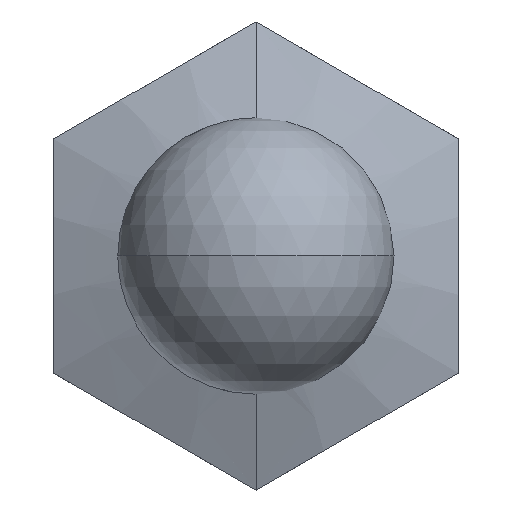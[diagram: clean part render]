
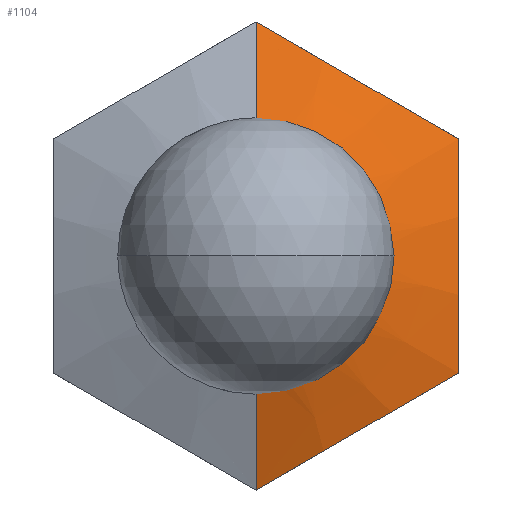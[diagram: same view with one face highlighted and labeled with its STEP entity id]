
A CAD part, front view. The second image highlights one B-rep face of the part: STEP entity #1104.
In plain terms, the highlighted conical face has half-angle 70 degrees and reference radius 12.7 mm.
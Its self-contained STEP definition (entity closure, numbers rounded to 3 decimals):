
#3 = CARTESIAN_POINT ( 'NONE',  ( 10.997, -8.061, 6.353 ) ) ;
#11 = CARTESIAN_POINT ( 'NONE',  ( 10.997, -8.061, -6.353 ) ) ;
#57 = EDGE_CURVE ( 'NONE', #1035, #1238, #1173, .T. ) ;
#69 = CARTESIAN_POINT ( 'NONE',  ( 11., -8.253, -5.295 ) ) ;
#74 = CARTESIAN_POINT ( 'NONE',  ( 11., -8.409, 4.238 ) ) ;
#77 = CARTESIAN_POINT ( 'NONE',  ( 0.919, -8.254, 12.171 ) ) ;
#109 = CONICAL_SURFACE ( 'NONE', #169, 12.7, 1.222 ) ;
#116 = VERTEX_POINT ( 'NONE', #1150 ) ;
#141 = FACE_OUTER_BOUND ( 'NONE', #982, .T. ) ;
#155 = CARTESIAN_POINT ( 'NONE',  ( 0., -8.061, 0. ) ) ;
#165 = CARTESIAN_POINT ( 'NONE',  ( 9.165, -8.41, 7.41 ) ) ;
#168 = CARTESIAN_POINT ( 'NONE',  ( 11., -8.061, 6.347 ) ) ;
#169 = AXIS2_PLACEMENT_3D ( 'NONE', #155, #761, #1263 ) ;
#191 = DIRECTION ( 'NONE',  ( 0., 1., 0. ) ) ;
#202 = DIRECTION ( 'NONE',  ( 0., 1., 0. ) ) ;
#218 = ORIENTED_EDGE ( 'NONE', *, *, #723, .F. ) ;
#221 = CARTESIAN_POINT ( 'NONE',  ( 0., -8.061, 0. ) ) ;
#246 = EDGE_CURVE ( 'NONE', #637, #567, #855, .T. ) ;
#253 = ORIENTED_EDGE ( 'NONE', *, *, #1160, .F. ) ;
#261 = CARTESIAN_POINT ( 'NONE',  ( 1.835, -8.41, -11.642 ) ) ;
#265 = CARTESIAN_POINT ( 'NONE',  ( 11., -8.061, 6.347 ) ) ;
#270 = CARTESIAN_POINT ( 'NONE',  ( 0.003, -8.061, -12.7 ) ) ;
#281 = EDGE_CURVE ( 'NONE', #780, #628, #550, .T. ) ;
#304 = VECTOR ( 'NONE', #788, 1000. ) ;
#318 = DIRECTION ( 'NONE',  ( 0., 0., 1. ) ) ;
#327 = ORIENTED_EDGE ( 'NONE', *, *, #281, .F. ) ;
#332 = B_SPLINE_CURVE_WITH_KNOTS ( 'NONE', 3,
 ( #465, #358, #165, #1179, #568, #1287, #674, #77, #777 ),
 .UNSPECIFIED., .F., .F.,
 ( 4, 2, 1, 2, 4 ),
 ( 0., 0.003, 0.006, 0.01, 0.013 ),
 .UNSPECIFIED. ) ;
#335 = CARTESIAN_POINT ( 'NONE',  ( 0.003, -8.061, -12.7 ) ) ;
#354 = ORIENTED_EDGE ( 'NONE', *, *, #246, .T. ) ;
#356 = ORIENTED_EDGE ( 'NONE', *, *, #758, .T. ) ;
#358 = CARTESIAN_POINT ( 'NONE',  ( 10.081, -8.254, 6.882 ) ) ;
#421 = AXIS2_PLACEMENT_3D ( 'NONE', #221, #934, #318 ) ;
#429 = CARTESIAN_POINT ( 'NONE',  ( 0., -10.5, 6. ) ) ;
#432 = AXIS2_PLACEMENT_3D ( 'NONE', #1072, #461, #1174 ) ;
#461 = DIRECTION ( 'NONE',  ( 0., 1., 0. ) ) ;
#463 = CARTESIAN_POINT ( 'NONE',  ( 11., -8.41, -4.231 ) ) ;
#465 = CARTESIAN_POINT ( 'NONE',  ( 10.997, -8.061, 6.353 ) ) ;
#477 = B_SPLINE_CURVE_WITH_KNOTS ( 'NONE', 3,
 ( #979, #69, #463, #1178, #566, #1285, #672, #74, #775, #168 ),
 .UNSPECIFIED., .F., .F.,
 ( 4, 2, 2, 2, 4 ),
 ( 0.011, 0.014, 0.017, 0.02, 0.023 ),
 .UNSPECIFIED. ) ;
#486 = ORIENTED_EDGE ( 'NONE', *, *, #1234, .F. ) ;
#520 = ORIENTED_EDGE ( 'NONE', *, *, #619, .T. ) ;
#550 = CIRCLE ( 'NONE', #572, 12.7 ) ;
#566 = CARTESIAN_POINT ( 'NONE',  ( 11., -8.68, -1.049 ) ) ;
#567 = VERTEX_POINT ( 'NONE', #860 ) ;
#568 = CARTESIAN_POINT ( 'NONE',  ( 5.5, -8.737, 9.526 ) ) ;
#570 = ORIENTED_EDGE ( 'NONE', *, *, #57, .T. ) ;
#571 = CIRCLE ( 'NONE', #799, 12.7 ) ;
#572 = AXIS2_PLACEMENT_3D ( 'NONE', #943, #834, #1046 ) ;
#619 = EDGE_CURVE ( 'NONE', #780, #1235, #332, .T. ) ;
#628 = VERTEX_POINT ( 'NONE', #265 ) ;
#630 = ORIENTED_EDGE ( 'NONE', *, *, #968, .F. ) ;
#637 = VERTEX_POINT ( 'NONE', #270 ) ;
#643 = LINE ( 'NONE', #1295, #304 ) ;
#672 = CARTESIAN_POINT ( 'NONE',  ( 11., -8.623, 2.126 ) ) ;
#674 = CARTESIAN_POINT ( 'NONE',  ( 1.835, -8.41, 11.642 ) ) ;
#684 = CARTESIAN_POINT ( 'NONE',  ( 0.003, -8.061, 12.7 ) ) ;
#700 = DIRECTION ( 'NONE',  ( 0., 0.342, -0.94 ) ) ;
#705 = CARTESIAN_POINT ( 'NONE',  ( 0., -8.061, -12.7 ) ) ;
#723 = EDGE_CURVE ( 'NONE', #116, #567, #571, .T. ) ;
#733 = AXIS2_PLACEMENT_3D ( 'NONE', #1227, #202, #1161 ) ;
#758 = EDGE_CURVE ( 'NONE', #1238, #1071, #1082, .T. ) ;
#761 = DIRECTION ( 'NONE',  ( 0., 1., 0. ) ) ;
#775 = CARTESIAN_POINT ( 'NONE',  ( 11., -8.253, 5.294 ) ) ;
#777 = CARTESIAN_POINT ( 'NONE',  ( 0.003, -8.061, 12.7 ) ) ;
#780 = VERTEX_POINT ( 'NONE', #3 ) ;
#788 = DIRECTION ( 'NONE',  ( 0., 0.342, 0.94 ) ) ;
#791 = CARTESIAN_POINT ( 'NONE',  ( 0., -8.061, 12.7 ) ) ;
#796 = ORIENTED_EDGE ( 'NONE', *, *, #1195, .T. ) ;
#799 = AXIS2_PLACEMENT_3D ( 'NONE', #801, #191, #898 ) ;
#801 = CARTESIAN_POINT ( 'NONE',  ( 0., -8.061, 0. ) ) ;
#814 = VECTOR ( 'NONE', #700, 1000. ) ;
#834 = DIRECTION ( 'NONE',  ( 0., 1., 0. ) ) ;
#840 = CARTESIAN_POINT ( 'NONE',  ( 9.165, -8.41, -7.41 ) ) ;
#852 = CARTESIAN_POINT ( 'NONE',  ( 0., -8.061, -12.7 ) ) ;
#855 = B_SPLINE_CURVE_WITH_KNOTS ( 'NONE', 3,
 ( #335, #1237, #261, #1247, #1133, #1122, #840, #954, #11 ),
 .UNSPECIFIED., .F., .F.,
 ( 4, 2, 1, 2, 4 ),
 ( 0., 0.003, 0.006, 0.01, 0.013 ),
 .UNSPECIFIED. ) ;
#860 = CARTESIAN_POINT ( 'NONE',  ( 10.997, -8.061, -6.353 ) ) ;
#882 = CIRCLE ( 'NONE', #432, 12.7 ) ;
#884 = CARTESIAN_POINT ( 'NONE',  ( 0., -10.5, -6. ) ) ;
#898 = DIRECTION ( 'NONE',  ( 0., 0., 1. ) ) ;
#934 = DIRECTION ( 'NONE',  ( 0., 1., 0. ) ) ;
#943 = CARTESIAN_POINT ( 'NONE',  ( 0., -8.061, 0. ) ) ;
#954 = CARTESIAN_POINT ( 'NONE',  ( 10.081, -8.254, -6.882 ) ) ;
#968 = EDGE_CURVE ( 'NONE', #1293, #1235, #1284, .T. ) ;
#979 = CARTESIAN_POINT ( 'NONE',  ( 11., -8.061, -6.347 ) ) ;
#982 = EDGE_LOOP ( 'NONE', ( #570, #356, #253, #354, #218, #796, #327, #520, #630, #486 ) ) ;
#1035 = VERTEX_POINT ( 'NONE', #429 ) ;
#1046 = DIRECTION ( 'NONE',  ( 0., 0., 1. ) ) ;
#1071 = VERTEX_POINT ( 'NONE', #852 ) ;
#1072 = CARTESIAN_POINT ( 'NONE',  ( 0., -8.061, 0. ) ) ;
#1082 = LINE ( 'NONE', #705, #814 ) ;
#1104 = ADVANCED_FACE ( 'NONE', ( #141 ), #109, .T. ) ;
#1122 = CARTESIAN_POINT ( 'NONE',  ( 7.332, -8.624, -8.468 ) ) ;
#1133 = CARTESIAN_POINT ( 'NONE',  ( 5.5, -8.737, -9.526 ) ) ;
#1150 = CARTESIAN_POINT ( 'NONE',  ( 11., -8.061, -6.347 ) ) ;
#1160 = EDGE_CURVE ( 'NONE', #637, #1071, #882, .T. ) ;
#1161 = DIRECTION ( 'NONE',  ( 0., 0., 1. ) ) ;
#1173 = CIRCLE ( 'NONE', #733, 6. ) ;
#1174 = DIRECTION ( 'NONE',  ( 0., 0., 1. ) ) ;
#1178 = CARTESIAN_POINT ( 'NONE',  ( 11., -8.624, -2.109 ) ) ;
#1179 = CARTESIAN_POINT ( 'NONE',  ( 7.332, -8.624, 8.468 ) ) ;
#1195 = EDGE_CURVE ( 'NONE', #116, #628, #477, .T. ) ;
#1227 = CARTESIAN_POINT ( 'NONE',  ( 0., -10.5, 0. ) ) ;
#1234 = EDGE_CURVE ( 'NONE', #1035, #1293, #643, .T. ) ;
#1235 = VERTEX_POINT ( 'NONE', #684 ) ;
#1237 = CARTESIAN_POINT ( 'NONE',  ( 0.919, -8.254, -12.171 ) ) ;
#1238 = VERTEX_POINT ( 'NONE', #884 ) ;
#1247 = CARTESIAN_POINT ( 'NONE',  ( 3.668, -8.624, -10.584 ) ) ;
#1263 = DIRECTION ( 'NONE',  ( 0., 0., 1. ) ) ;
#1284 = CIRCLE ( 'NONE', #421, 12.7 ) ;
#1285 = CARTESIAN_POINT ( 'NONE',  ( 11., -8.68, 1.069 ) ) ;
#1287 = CARTESIAN_POINT ( 'NONE',  ( 3.668, -8.624, 10.584 ) ) ;
#1293 = VERTEX_POINT ( 'NONE', #791 ) ;
#1295 = CARTESIAN_POINT ( 'NONE',  ( 0., -8.061, 12.7 ) ) ;
